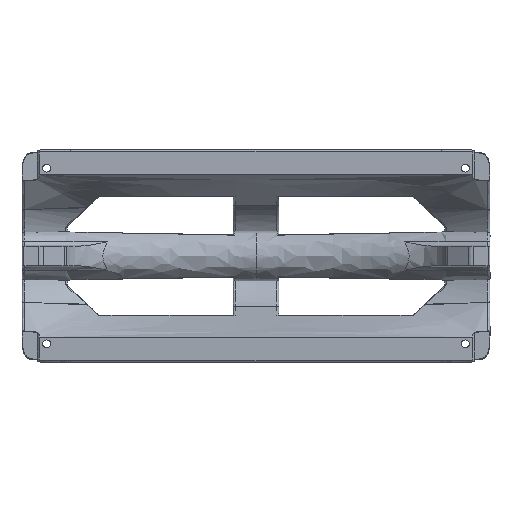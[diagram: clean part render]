
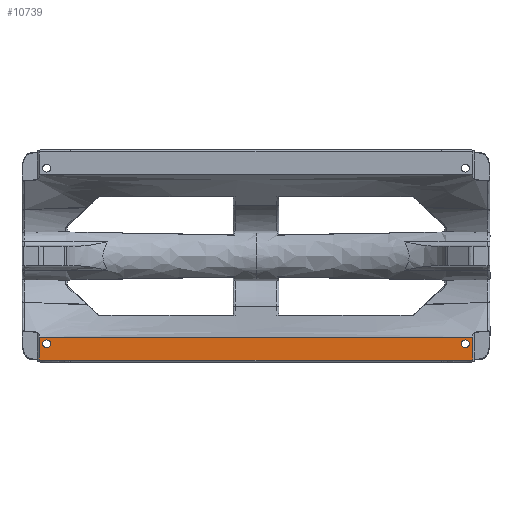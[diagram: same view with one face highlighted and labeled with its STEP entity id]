
A CAD part, front view. The second image highlights one B-rep face of the part: STEP entity #10739.
In plain terms, the highlighted planar face has unit normal (0, -1, 0).
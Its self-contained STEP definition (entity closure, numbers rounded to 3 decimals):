
#10 = CARTESIAN_POINT ( 'NONE',  ( 99.628, 0., -54.618 ) ) ;
#156 = VERTEX_POINT ( 'NONE', #14522 ) ;
#230 = DIRECTION ( 'NONE',  ( 0., 1., 0. ) ) ;
#356 = VECTOR ( 'NONE', #5097, 1000. ) ;
#759 = CARTESIAN_POINT ( 'NONE',  ( -107.952, 0., -54.569 ) ) ;
#820 = CARTESIAN_POINT ( 'NONE',  ( 109.6, 0., -43.95 ) ) ;
#942 = CARTESIAN_POINT ( 'NONE',  ( 107.952, 0., -54.569 ) ) ;
#1007 = CARTESIAN_POINT ( 'NONE',  ( -99.628, 0., -54.618 ) ) ;
#1037 = CIRCLE ( 'NONE', #15914, 2.05 ) ;
#1162 = VECTOR ( 'NONE', #13300, 1000. ) ;
#1212 = LINE ( 'NONE', #10093, #356 ) ;
#1246 = VECTOR ( 'NONE', #3358, 1000. ) ;
#1266 = CARTESIAN_POINT ( 'NONE',  ( 102.403, 0., -54.61 ) ) ;
#1339 = EDGE_CURVE ( 'NONE', #12225, #9383, #8426, .T. ) ;
#1977 = ORIENTED_EDGE ( 'NONE', *, *, #4771, .T. ) ;
#1982 = DIRECTION ( 'NONE',  ( 0., -1., 0. ) ) ;
#2073 = CARTESIAN_POINT ( 'NONE',  ( 109.6, 0., -46. ) ) ;
#2214 = DIRECTION ( 'NONE',  ( 0., -1., 0. ) ) ;
#2267 = CARTESIAN_POINT ( 'NONE',  ( -109.6, 0., -46. ) ) ;
#2278 = DIRECTION ( 'NONE',  ( 0., 1., 0. ) ) ;
#2280 = CARTESIAN_POINT ( 'NONE',  ( -113.5, 0., -56.105 ) ) ;
#2864 = B_SPLINE_CURVE_WITH_KNOTS ( 'NONE', 3,
 ( #6312, #15070, #942, #1266, #10, #3655 ),
 .UNSPECIFIED., .F., .F.,
 ( 4, 2, 4 ),
 ( 0.004, 0.012, 0.021 ),
 .UNSPECIFIED. ) ;
#2944 = CARTESIAN_POINT ( 'NONE',  ( -109.6, 0., -48.05 ) ) ;
#2981 = VERTEX_POINT ( 'NONE', #2944 ) ;
#3347 = CARTESIAN_POINT ( 'NONE',  ( 113.5, 0., -54.482 ) ) ;
#3358 = DIRECTION ( 'NONE',  ( 0., 0., 1. ) ) ;
#3435 = CARTESIAN_POINT ( 'NONE',  ( 109.6, 0., -48.05 ) ) ;
#3514 = CARTESIAN_POINT ( 'NONE',  ( 109.6, 0., -46. ) ) ;
#3594 = VERTEX_POINT ( 'NONE', #7048 ) ;
#3655 = CARTESIAN_POINT ( 'NONE',  ( 96.853, 0., -54.618 ) ) ;
#4048 = EDGE_CURVE ( 'NONE', #15007, #2981, #6968, .T. ) ;
#4252 = ORIENTED_EDGE ( 'NONE', *, *, #5694, .F. ) ;
#4300 = PLANE ( 'NONE',  #4853 ) ;
#4347 = EDGE_LOOP ( 'NONE', ( #16074, #4717, #10643, #9566, #12033, #1977 ) ) ;
#4566 = AXIS2_PLACEMENT_3D ( 'NONE', #2267, #4745, #13594 ) ;
#4670 = ORIENTED_EDGE ( 'NONE', *, *, #6344, .T. ) ;
#4717 = ORIENTED_EDGE ( 'NONE', *, *, #1339, .F. ) ;
#4745 = DIRECTION ( 'NONE',  ( 0., -1., 0. ) ) ;
#4771 = EDGE_CURVE ( 'NONE', #11357, #156, #1212, .T. ) ;
#4805 = CARTESIAN_POINT ( 'NONE',  ( -96.853, 0., -54.618 ) ) ;
#4853 = AXIS2_PLACEMENT_3D ( 'NONE', #9537, #1982, #5619 ) ;
#4881 = ORIENTED_EDGE ( 'NONE', *, *, #4048, .F. ) ;
#5097 = DIRECTION ( 'NONE',  ( 0., 0., 1. ) ) ;
#5276 = B_SPLINE_CURVE_WITH_KNOTS ( 'NONE', 3,
 ( #13572, #14894, #759, #13319, #1007, #4805 ),
 .UNSPECIFIED., .F., .F.,
 ( 4, 2, 4 ),
 ( 0.004, 0.012, 0.021 ),
 .UNSPECIFIED. ) ;
#5545 = FACE_BOUND ( 'NONE', #14222, .T. ) ;
#5619 = DIRECTION ( 'NONE',  ( 0., 0., 1. ) ) ;
#5652 = EDGE_CURVE ( 'NONE', #156, #9383, #12653, .T. ) ;
#5694 = EDGE_CURVE ( 'NONE', #2981, #15007, #11231, .T. ) ;
#5702 = FACE_OUTER_BOUND ( 'NONE', #4347, .T. ) ;
#6312 = CARTESIAN_POINT ( 'NONE',  ( 113.5, 0., -54.482 ) ) ;
#6344 = EDGE_CURVE ( 'NONE', #8867, #10785, #14431, .T. ) ;
#6968 = CIRCLE ( 'NONE', #12559, 2.05 ) ;
#7048 = CARTESIAN_POINT ( 'NONE',  ( 96.853, 0., -54.618 ) ) ;
#7113 = CARTESIAN_POINT ( 'NONE',  ( -109.6, 0., -46. ) ) ;
#7805 = CARTESIAN_POINT ( 'NONE',  ( -113.5, 0., -54.482 ) ) ;
#8302 = CARTESIAN_POINT ( 'NONE',  ( -113.5, 0., -42.5 ) ) ;
#8426 = LINE ( 'NONE', #2280, #1246 ) ;
#8867 = VERTEX_POINT ( 'NONE', #3435 ) ;
#9365 = AXIS2_PLACEMENT_3D ( 'NONE', #2073, #230, #14210 ) ;
#9383 = VERTEX_POINT ( 'NONE', #8302 ) ;
#9537 = CARTESIAN_POINT ( 'NONE',  ( 122.5, 0., -57.5 ) ) ;
#9566 = ORIENTED_EDGE ( 'NONE', *, *, #10778, .T. ) ;
#9960 = EDGE_CURVE ( 'NONE', #12225, #13054, #5276, .T. ) ;
#10093 = CARTESIAN_POINT ( 'NONE',  ( 113.5, 0., -56.105 ) ) ;
#10643 = ORIENTED_EDGE ( 'NONE', *, *, #9960, .T. ) ;
#10739 = ADVANCED_FACE ( 'NONE', ( #10954, #5702, #5545 ), #4300, .T. ) ;
#10766 = CARTESIAN_POINT ( 'NONE',  ( -96.853, 0., -54.618 ) ) ;
#10778 = EDGE_CURVE ( 'NONE', #13054, #3594, #15796, .T. ) ;
#10785 = VERTEX_POINT ( 'NONE', #820 ) ;
#10954 = FACE_BOUND ( 'NONE', #12457, .T. ) ;
#11231 = CIRCLE ( 'NONE', #4566, 2.05 ) ;
#11357 = VERTEX_POINT ( 'NONE', #3347 ) ;
#11767 = VECTOR ( 'NONE', #16164, 1000. ) ;
#12033 = ORIENTED_EDGE ( 'NONE', *, *, #16347, .F. ) ;
#12225 = VERTEX_POINT ( 'NONE', #7805 ) ;
#12425 = DIRECTION ( 'NONE',  ( 0., 0., -1. ) ) ;
#12457 = EDGE_LOOP ( 'NONE', ( #4881, #4252 ) ) ;
#12559 = AXIS2_PLACEMENT_3D ( 'NONE', #7113, #2214, #14615 ) ;
#12653 = LINE ( 'NONE', #14996, #11767 ) ;
#12921 = CARTESIAN_POINT ( 'NONE',  ( -109.6, 0., -43.95 ) ) ;
#13054 = VERTEX_POINT ( 'NONE', #10766 ) ;
#13300 = DIRECTION ( 'NONE',  ( 1., 0., 0. ) ) ;
#13319 = CARTESIAN_POINT ( 'NONE',  ( -102.403, 0., -54.61 ) ) ;
#13572 = CARTESIAN_POINT ( 'NONE',  ( -113.5, 0., -54.482 ) ) ;
#13594 = DIRECTION ( 'NONE',  ( 0., 0., -1. ) ) ;
#14210 = DIRECTION ( 'NONE',  ( 0., 0., -1. ) ) ;
#14222 = EDGE_LOOP ( 'NONE', ( #15541, #4670 ) ) ;
#14431 = CIRCLE ( 'NONE', #9365, 2.05 ) ;
#14522 = CARTESIAN_POINT ( 'NONE',  ( 113.5, 0., -42.5 ) ) ;
#14545 = CARTESIAN_POINT ( 'NONE',  ( 0., 0., -54.618 ) ) ;
#14615 = DIRECTION ( 'NONE',  ( 0., 0., -1. ) ) ;
#14894 = CARTESIAN_POINT ( 'NONE',  ( -110.726, 0., -54.537 ) ) ;
#14996 = CARTESIAN_POINT ( 'NONE',  ( 0., 0., -42.5 ) ) ;
#15007 = VERTEX_POINT ( 'NONE', #12921 ) ;
#15070 = CARTESIAN_POINT ( 'NONE',  ( 110.726, 0., -54.537 ) ) ;
#15368 = EDGE_CURVE ( 'NONE', #10785, #8867, #1037, .T. ) ;
#15541 = ORIENTED_EDGE ( 'NONE', *, *, #15368, .T. ) ;
#15796 = LINE ( 'NONE', #14545, #1162 ) ;
#15914 = AXIS2_PLACEMENT_3D ( 'NONE', #3514, #2278, #12425 ) ;
#16074 = ORIENTED_EDGE ( 'NONE', *, *, #5652, .T. ) ;
#16164 = DIRECTION ( 'NONE',  ( -1., 0., 0. ) ) ;
#16347 = EDGE_CURVE ( 'NONE', #11357, #3594, #2864, .T. ) ;
